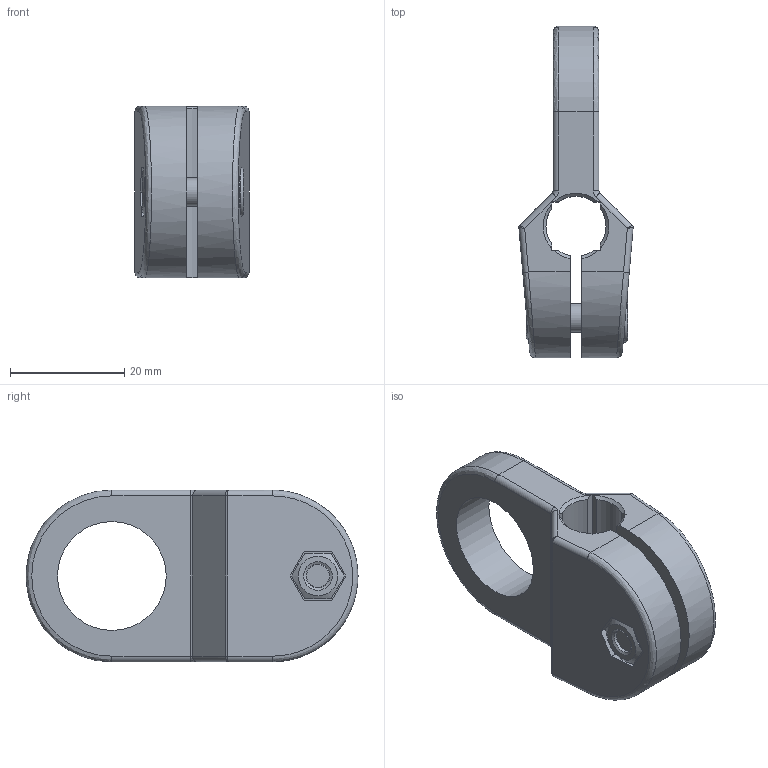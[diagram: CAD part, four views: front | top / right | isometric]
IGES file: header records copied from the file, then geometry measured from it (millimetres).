
Global section: file name: 720012.stp.ipt; native system: Autodesk Inventor 2014; preprocessor: unknown; author: zeman; date: 20151016.102029; units: millimetre
Bounding box: 19.96 x 58 x 30 mm (x, y, z)
Volume: 13609.4 mm3; surface area: 7481 mm2
Topology: 3 solids, 3 shells, 99 faces, 248 edges, 154 vertices
Faces by surface type: plane 43, revolution 27, cylinder 19, bspline 7, cone 3
Full cylindrical faces by diameter (mm): 5 x1, 8.5 x1
